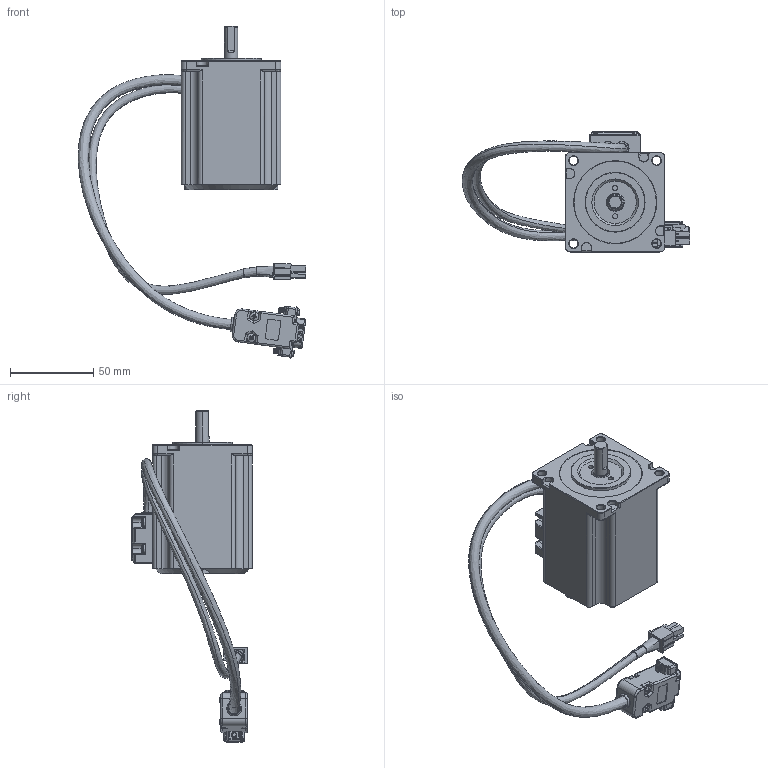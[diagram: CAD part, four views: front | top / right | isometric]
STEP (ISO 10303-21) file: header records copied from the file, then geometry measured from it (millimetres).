
FILE_DESCRIPTION (( 'STEP AP214' ), '1' );
FILE_NAME ('T3-24-2-10K.STEP', '2021-03-09T13:29:13', ( '' ), ( '' ), 'SwSTEP 2.0', 'SolidWorks 2018', '' );
FILE_SCHEMA (( 'AUTOMOTIVE_DESIGN' ));
Length unit declared in the file: millimetre
Products named in the file (1): T3-24-2-10K
Bounding box: 137.07 x 72.51 x 199.93 mm (x, y, z)
Volume: 278496.9 mm3; surface area: 53019.8 mm2
Topology: 16 solids, 16 shells, 2459 faces, 6549 edges, 4089 vertices
Faces by surface type: plane 885, cylinder 736, bspline 566, cone 178, sphere 52, torus 42
Entity records: 124623 total; most frequent: CARTESIAN_POINT 42129, ORIENTED_EDGE 12796, DIRECTION 9709, EDGE_CURVE 6398, VERTEX_POINT 4082, VECTOR 3281, LINE 3281, AXIS2_PLACEMENT_3D 3214
